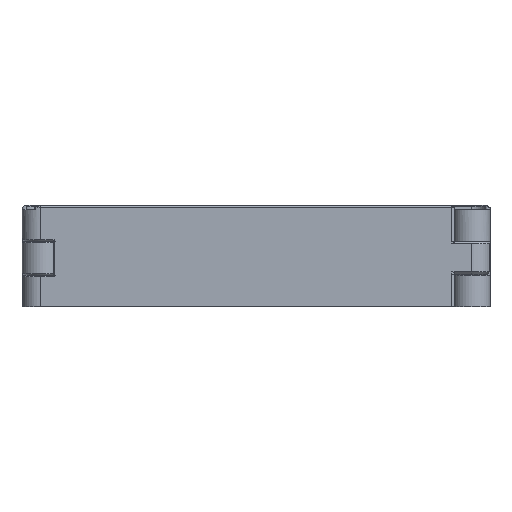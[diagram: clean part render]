
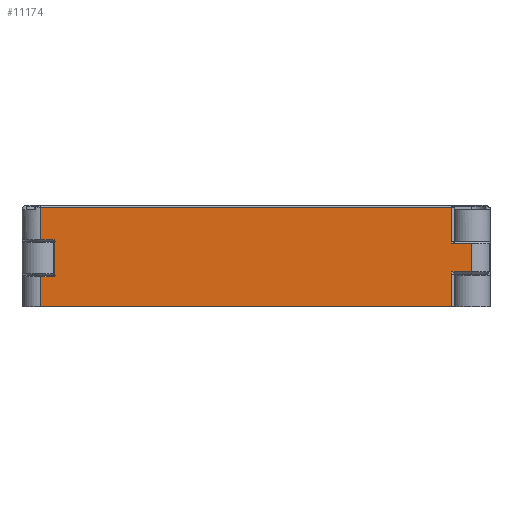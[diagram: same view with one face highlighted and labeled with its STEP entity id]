
A CAD part, front view. The second image highlights one B-rep face of the part: STEP entity #11174.
In plain terms, the highlighted planar face has unit normal (0, -1, 0).
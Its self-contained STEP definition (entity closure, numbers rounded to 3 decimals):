
#10693 = EDGE_CURVE('',#10694,#10696,#10698,.T.);
#10694 = VERTEX_POINT('',#10695);
#10695 = CARTESIAN_POINT('',(68.583,-196.576,5.75));
#10696 = VERTEX_POINT('',#10697);
#10697 = CARTESIAN_POINT('',(68.583,-196.576,17.8));
#10698 = LINE('',#10699,#10700);
#10699 = CARTESIAN_POINT('',(68.583,-196.576,5.75));
#10700 = VECTOR('',#10701,1.);
#10701 = DIRECTION('',(0.,0.,1.));
#10861 = VERTEX_POINT('',#10862);
#10862 = CARTESIAN_POINT('',(-75.362,-196.576,17.8));
#10869 = EDGE_CURVE('',#10870,#10861,#10872,.T.);
#10870 = VERTEX_POINT('',#10871);
#10871 = CARTESIAN_POINT('',(-75.362,-196.576,6.4));
#10872 = LINE('',#10873,#10874);
#10873 = CARTESIAN_POINT('',(-75.362,-196.576,-17.));
#10874 = VECTOR('',#10875,1.);
#10875 = DIRECTION('',(0.,0.,1.));
#11174 = ADVANCED_FACE('',(#11175),#11303,.F.);
#11175 = FACE_BOUND('',#11176,.F.);
#11176 = EDGE_LOOP('',(#11177,#11178,#11186,#11194,#11202,#11210,#11218,
    #11226,#11234,#11242,#11250,#11258,#11266,#11274,#11282,#11290,
    #11296,#11297));
#11177 = ORIENTED_EDGE('',*,*,#10693,.F.);
#11178 = ORIENTED_EDGE('',*,*,#11179,.F.);
#11179 = EDGE_CURVE('',#11180,#10694,#11182,.T.);
#11180 = VERTEX_POINT('',#11181);
#11181 = CARTESIAN_POINT('',(68.583,-196.576,5.15));
#11182 = LINE('',#11183,#11184);
#11183 = CARTESIAN_POINT('',(68.583,-196.576,5.15));
#11184 = VECTOR('',#11185,1.);
#11185 = DIRECTION('',(0.,0.,1.));
#11186 = ORIENTED_EDGE('',*,*,#11187,.T.);
#11187 = EDGE_CURVE('',#11180,#11188,#11190,.T.);
#11188 = VERTEX_POINT('',#11189);
#11189 = CARTESIAN_POINT('',(75.362,-196.576,5.15));
#11190 = LINE('',#11191,#11192);
#11191 = CARTESIAN_POINT('',(71.193,-196.576,5.15));
#11192 = VECTOR('',#11193,1.);
#11193 = DIRECTION('',(1.,0.,0.));
#11194 = ORIENTED_EDGE('',*,*,#11195,.F.);
#11195 = EDGE_CURVE('',#11196,#11188,#11198,.T.);
#11196 = VERTEX_POINT('',#11197);
#11197 = CARTESIAN_POINT('',(75.362,-196.576,-4.75));
#11198 = LINE('',#11199,#11200);
#11199 = CARTESIAN_POINT('',(75.362,-196.576,-17.));
#11200 = VECTOR('',#11201,1.);
#11201 = DIRECTION('',(0.,0.,1.));
#11202 = ORIENTED_EDGE('',*,*,#11203,.T.);
#11203 = EDGE_CURVE('',#11196,#11204,#11206,.T.);
#11204 = VERTEX_POINT('',#11205);
#11205 = CARTESIAN_POINT('',(68.583,-196.576,-4.75));
#11206 = LINE('',#11207,#11208);
#11207 = CARTESIAN_POINT('',(75.362,-196.576,-4.75));
#11208 = VECTOR('',#11209,1.);
#11209 = DIRECTION('',(-1.,-0.,-0.));
#11210 = ORIENTED_EDGE('',*,*,#11211,.T.);
#11211 = EDGE_CURVE('',#11204,#11212,#11214,.T.);
#11212 = VERTEX_POINT('',#11213);
#11213 = CARTESIAN_POINT('',(68.583,-196.576,-5.75));
#11214 = LINE('',#11215,#11216);
#11215 = CARTESIAN_POINT('',(68.583,-196.576,-4.75));
#11216 = VECTOR('',#11217,1.);
#11217 = DIRECTION('',(0.,0.,-1.));
#11218 = ORIENTED_EDGE('',*,*,#11219,.T.);
#11219 = EDGE_CURVE('',#11212,#11220,#11222,.T.);
#11220 = VERTEX_POINT('',#11221);
#11221 = CARTESIAN_POINT('',(68.583,-196.576,-17.));
#11222 = LINE('',#11223,#11224);
#11223 = CARTESIAN_POINT('',(68.583,-196.576,-5.75));
#11224 = VECTOR('',#11225,1.);
#11225 = DIRECTION('',(0.,0.,-1.));
#11226 = ORIENTED_EDGE('',*,*,#11227,.F.);
#11227 = EDGE_CURVE('',#11228,#11220,#11230,.T.);
#11228 = VERTEX_POINT('',#11229);
#11229 = CARTESIAN_POINT('',(-75.362,-196.576,-17.));
#11230 = LINE('',#11231,#11232);
#11231 = CARTESIAN_POINT('',(-75.362,-196.576,-17.));
#11232 = VECTOR('',#11233,1.);
#11233 = DIRECTION('',(1.,0.,0.));
#11234 = ORIENTED_EDGE('',*,*,#11235,.T.);
#11235 = EDGE_CURVE('',#11228,#11236,#11238,.T.);
#11236 = VERTEX_POINT('',#11237);
#11237 = CARTESIAN_POINT('',(-75.362,-196.576,-6.4));
#11238 = LINE('',#11239,#11240);
#11239 = CARTESIAN_POINT('',(-75.362,-196.576,-17.));
#11240 = VECTOR('',#11241,1.);
#11241 = DIRECTION('',(0.,0.,1.));
#11242 = ORIENTED_EDGE('',*,*,#11243,.F.);
#11243 = EDGE_CURVE('',#11244,#11236,#11246,.T.);
#11244 = VERTEX_POINT('',#11245);
#11245 = CARTESIAN_POINT('',(-71.193,-196.576,-6.4));
#11246 = LINE('',#11247,#11248);
#11247 = CARTESIAN_POINT('',(-71.193,-196.576,-6.4));
#11248 = VECTOR('',#11249,1.);
#11249 = DIRECTION('',(-1.,-0.,-0.));
#11250 = ORIENTED_EDGE('',*,*,#11251,.T.);
#11251 = EDGE_CURVE('',#11244,#11252,#11254,.T.);
#11252 = VERTEX_POINT('',#11253);
#11253 = CARTESIAN_POINT('',(-70.556,-196.576,-6.4));
#11254 = LINE('',#11255,#11256);
#11255 = CARTESIAN_POINT('',(-73.277,-196.576,-6.4));
#11256 = VECTOR('',#11257,1.);
#11257 = DIRECTION('',(1.,0.,0.));
#11258 = ORIENTED_EDGE('',*,*,#11259,.T.);
#11259 = EDGE_CURVE('',#11252,#11260,#11262,.T.);
#11260 = VERTEX_POINT('',#11261);
#11261 = CARTESIAN_POINT('',(-70.556,-196.576,-6.));
#11262 = LINE('',#11263,#11264);
#11263 = CARTESIAN_POINT('',(-70.556,-196.576,-6.4));
#11264 = VECTOR('',#11265,1.);
#11265 = DIRECTION('',(0.,0.,1.));
#11266 = ORIENTED_EDGE('',*,*,#11267,.T.);
#11267 = EDGE_CURVE('',#11260,#11268,#11270,.T.);
#11268 = VERTEX_POINT('',#11269);
#11269 = CARTESIAN_POINT('',(-70.556,-196.576,6.));
#11270 = LINE('',#11271,#11272);
#11271 = CARTESIAN_POINT('',(-70.556,-196.576,-6.));
#11272 = VECTOR('',#11273,1.);
#11273 = DIRECTION('',(0.,0.,1.));
#11274 = ORIENTED_EDGE('',*,*,#11275,.T.);
#11275 = EDGE_CURVE('',#11268,#11276,#11278,.T.);
#11276 = VERTEX_POINT('',#11277);
#11277 = CARTESIAN_POINT('',(-70.556,-196.576,6.4));
#11278 = LINE('',#11279,#11280);
#11279 = CARTESIAN_POINT('',(-70.556,-196.576,6.));
#11280 = VECTOR('',#11281,1.);
#11281 = DIRECTION('',(0.,0.,1.));
#11282 = ORIENTED_EDGE('',*,*,#11283,.F.);
#11283 = EDGE_CURVE('',#11284,#11276,#11286,.T.);
#11284 = VERTEX_POINT('',#11285);
#11285 = CARTESIAN_POINT('',(-71.193,-196.576,6.4));
#11286 = LINE('',#11287,#11288);
#11287 = CARTESIAN_POINT('',(-73.277,-196.576,6.4));
#11288 = VECTOR('',#11289,1.);
#11289 = DIRECTION('',(1.,0.,0.));
#11290 = ORIENTED_EDGE('',*,*,#11291,.T.);
#11291 = EDGE_CURVE('',#11284,#10870,#11292,.T.);
#11292 = LINE('',#11293,#11294);
#11293 = CARTESIAN_POINT('',(-71.193,-196.576,6.4));
#11294 = VECTOR('',#11295,1.);
#11295 = DIRECTION('',(-1.,-0.,-0.));
#11296 = ORIENTED_EDGE('',*,*,#10869,.T.);
#11297 = ORIENTED_EDGE('',*,*,#11298,.T.);
#11298 = EDGE_CURVE('',#10861,#10696,#11299,.T.);
#11299 = LINE('',#11300,#11301);
#11300 = CARTESIAN_POINT('',(-75.362,-196.576,17.8));
#11301 = VECTOR('',#11302,1.);
#11302 = DIRECTION('',(1.,0.,0.));
#11303 = PLANE('',#11304);
#11304 = AXIS2_PLACEMENT_3D('',#11305,#11306,#11307);
#11305 = CARTESIAN_POINT('',(-75.362,-196.576,-17.));
#11306 = DIRECTION('',(0.,1.,0.));
#11307 = DIRECTION('',(1.,0.,0.));
